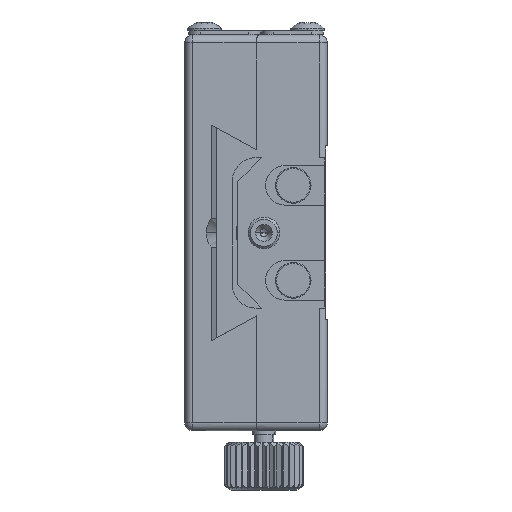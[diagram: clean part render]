
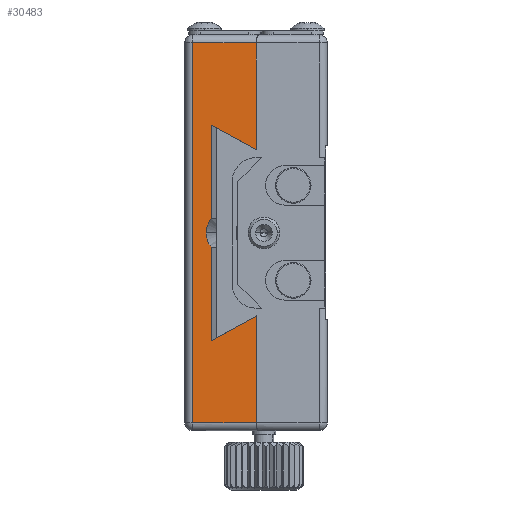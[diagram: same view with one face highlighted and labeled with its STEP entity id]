
A CAD part, left-side view. The second image highlights one B-rep face of the part: STEP entity #30483.
In plain terms, the highlighted planar face has unit normal (-1, 0, 0).
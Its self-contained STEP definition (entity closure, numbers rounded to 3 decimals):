
#3328 = LINE ( 'NONE', #10893, #24973 ) ;
#3343 = LINE ( 'NONE', #10948, #5176 ) ;
#3421 = LINE ( 'NONE', #11273, #5159 ) ;
#3426 = LINE ( 'NONE', #11294, #5029 ) ;
#3510 = LINE ( 'NONE', #11709, #42432 ) ;
#4635 = CARTESIAN_POINT ( 'NONE',  ( -25., -71.347, 13.614 ) ) ;
#4654 = CARTESIAN_POINT ( 'NONE',  ( -25., -69., -24. ) ) ;
#4692 = CARTESIAN_POINT ( 'NONE',  ( -25., -77.045, 10.496 ) ) ;
#4728 = CARTESIAN_POINT ( 'NONE',  ( -25., -71.347, -13.614 ) ) ;
#4733 = CARTESIAN_POINT ( 'NONE',  ( -25., -77.045, -24. ) ) ;
#4839 = CARTESIAN_POINT ( 'NONE',  ( -25., -77.045, -10.496 ) ) ;
#5029 = VECTOR ( 'NONE', #11295, 1000. ) ;
#5159 = VECTOR ( 'NONE', #11274, 1000. ) ;
#5176 = VECTOR ( 'NONE', #10949, 1000. ) ;
#6622 = CARTESIAN_POINT ( 'NONE',  ( -25., -71.347, 1.8 ) ) ;
#6728 = CARTESIAN_POINT ( 'NONE',  ( -25., -70.711, 0. ) ) ;
#6763 = CARTESIAN_POINT ( 'NONE',  ( -25., -71.347, -1.8 ) ) ;
#7103 = CARTESIAN_POINT ( 'NONE',  ( -25., -69., 24. ) ) ;
#10893 = CARTESIAN_POINT ( 'NONE',  ( -25., -71.347, 25. ) ) ;
#10894 = DIRECTION ( 'NONE',  ( 0., 0., 1. ) ) ;
#10948 = CARTESIAN_POINT ( 'NONE',  ( -25., -68., -24. ) ) ;
#10949 = DIRECTION ( 'NONE',  ( 0., -1., 0. ) ) ;
#11057 = CARTESIAN_POINT ( 'NONE',  ( -25., -71.347, 13.614 ) ) ;
#11058 = CARTESIAN_POINT ( 'NONE',  ( -25., -73.248, 12.578 ) ) ;
#11059 = CARTESIAN_POINT ( 'NONE',  ( -25., -75.148, 11.539 ) ) ;
#11060 = CARTESIAN_POINT ( 'NONE',  ( -25., -77.045, 10.496 ) ) ;
#11273 = CARTESIAN_POINT ( 'NONE',  ( -25., -77.045, 25. ) ) ;
#11274 = DIRECTION ( 'NONE',  ( 0., 0., -1. ) ) ;
#11294 = CARTESIAN_POINT ( 'NONE',  ( -25., -69., 25. ) ) ;
#11295 = DIRECTION ( 'NONE',  ( 0., 0., -1. ) ) ;
#11709 = CARTESIAN_POINT ( 'NONE',  ( -25., -68., 24. ) ) ;
#11710 = DIRECTION ( 'NONE',  ( 0., 1., 0. ) ) ;
#13342 = EDGE_CURVE ( 'NONE', #18088, #18117, #28280, .T. ) ;
#13442 = LINE ( 'NONE', #14411, #41939 ) ;
#14194 = CARTESIAN_POINT ( 'NONE',  ( -25., -71.347, 1.8 ) ) ;
#14195 = CARTESIAN_POINT ( 'NONE',  ( -25., -71.247, 1.674 ) ) ;
#14196 = CARTESIAN_POINT ( 'NONE',  ( -25., -71.156, 1.54 ) ) ;
#14197 = CARTESIAN_POINT ( 'NONE',  ( -25., -70.998, 1.255 ) ) ;
#14198 = CARTESIAN_POINT ( 'NONE',  ( -25., -70.93, 1.106 ) ) ;
#14199 = CARTESIAN_POINT ( 'NONE',  ( -25., -70.822, 0.802 ) ) ;
#14200 = CARTESIAN_POINT ( 'NONE',  ( -25., -70.781, 0.646 ) ) ;
#14201 = CARTESIAN_POINT ( 'NONE',  ( -25., -70.725, 0.326 ) ) ;
#14202 = CARTESIAN_POINT ( 'NONE',  ( -25., -70.711, 0.162 ) ) ;
#14203 = CARTESIAN_POINT ( 'NONE',  ( -25., -70.711, 0. ) ) ;
#14327 = CARTESIAN_POINT ( 'NONE',  ( -25., -77.045, -10.496 ) ) ;
#14328 = CARTESIAN_POINT ( 'NONE',  ( -25., -75.148, -11.539 ) ) ;
#14329 = CARTESIAN_POINT ( 'NONE',  ( -25., -73.248, -12.578 ) ) ;
#14330 = CARTESIAN_POINT ( 'NONE',  ( -25., -71.347, -13.614 ) ) ;
#14411 = CARTESIAN_POINT ( 'NONE',  ( -25., -71.347, 25. ) ) ;
#14412 = DIRECTION ( 'NONE',  ( 0., 0., 1. ) ) ;
#17436 = CARTESIAN_POINT ( 'NONE',  ( -25., -70.711, 0. ) ) ;
#17437 = CARTESIAN_POINT ( 'NONE',  ( -25., -70.711, -0.161 ) ) ;
#17438 = CARTESIAN_POINT ( 'NONE',  ( -25., -70.724, -0.322 ) ) ;
#17439 = CARTESIAN_POINT ( 'NONE',  ( -25., -70.78, -0.642 ) ) ;
#17440 = CARTESIAN_POINT ( 'NONE',  ( -25., -70.822, -0.801 ) ) ;
#17441 = CARTESIAN_POINT ( 'NONE',  ( -25., -70.93, -1.106 ) ) ;
#17442 = CARTESIAN_POINT ( 'NONE',  ( -25., -70.997, -1.253 ) ) ;
#17443 = CARTESIAN_POINT ( 'NONE',  ( -25., -71.155, -1.537 ) ) ;
#17444 = CARTESIAN_POINT ( 'NONE',  ( -25., -71.246, -1.673 ) ) ;
#17445 = CARTESIAN_POINT ( 'NONE',  ( -25., -71.347, -1.8 ) ) ;
#18088 = VERTEX_POINT ( 'NONE', #4839 ) ;
#18114 = VERTEX_POINT ( 'NONE', #4728 ) ;
#18117 = VERTEX_POINT ( 'NONE', #4733 ) ;
#18118 = VERTEX_POINT ( 'NONE', #4654 ) ;
#18143 = VERTEX_POINT ( 'NONE', #4692 ) ;
#18144 = VERTEX_POINT ( 'NONE', #4635 ) ;
#18147 = VERTEX_POINT ( 'NONE', #49187 ) ;
#18641 = B_SPLINE_CURVE_WITH_KNOTS ( 'NONE', 3,
 ( #17436, #17437, #17438, #17439, #17440, #17441, #17442, #17443, #17444, #17445 ),
 .UNSPECIFIED., .F., .F.,
 ( 4, 2, 2, 2, 4 ),
 ( 0.012, 0.012, 0.013, 0.013, 0.014 ),
 .UNSPECIFIED. ) ;
#23985 = B_SPLINE_CURVE_WITH_KNOTS ( 'NONE', 3,
 ( #14194, #14195, #14196, #14197, #14198, #14199, #14200, #14201, #14202, #14203 ),
 .UNSPECIFIED., .F., .F.,
 ( 4, 2, 2, 2, 4 ),
 ( 0.01, 0.01, 0.011, 0.011, 0.012 ),
 .UNSPECIFIED. ) ;
#24088 = B_SPLINE_CURVE_WITH_KNOTS ( 'NONE', 3,
 ( #11057, #11058, #11059, #11060 ),
 .UNSPECIFIED., .F., .F.,
 ( 4, 4 ),
 ( 0.014, 0.021 ),
 .UNSPECIFIED. ) ;
#24157 = B_SPLINE_CURVE_WITH_KNOTS ( 'NONE', 3,
 ( #14327, #14328, #14329, #14330 ),
 .UNSPECIFIED., .F., .F.,
 ( 4, 4 ),
 ( 0.017, 0.024 ),
 .UNSPECIFIED. ) ;
#24973 = VECTOR ( 'NONE', #10894, 1000. ) ;
#24976 = AXIS2_PLACEMENT_3D ( 'NONE', #65092, #65093, #65094 ) ;
#28280 = LINE ( 'NONE', #63083, #36270 ) ;
#30483 = ADVANCED_FACE ( 'NONE', ( #46485 ), #65091, .F. ) ;
#36270 = VECTOR ( 'NONE', #62844, 1000. ) ;
#37576 = VERTEX_POINT ( 'NONE', #6622 ) ;
#37741 = VERTEX_POINT ( 'NONE', #6728 ) ;
#37784 = VERTEX_POINT ( 'NONE', #6763 ) ;
#38081 = VERTEX_POINT ( 'NONE', #7103 ) ;
#41939 = VECTOR ( 'NONE', #14412, 1000. ) ;
#42223 = ORIENTED_EDGE ( 'NONE', *, *, #59832, .T. ) ;
#42289 = ORIENTED_EDGE ( 'NONE', *, *, #13342, .F. ) ;
#42432 = VECTOR ( 'NONE', #11710, 1000. ) ;
#42456 = ORIENTED_EDGE ( 'NONE', *, *, #60387, .T. ) ;
#42498 = ORIENTED_EDGE ( 'NONE', *, *, #60335, .T. ) ;
#44804 = EDGE_LOOP ( 'NONE', ( #53405, #53283, #42289, #42498, #53530, #53572, #53413, #42456, #42223, #53487, #53371 ) ) ;
#46485 = FACE_OUTER_BOUND ( 'NONE', #44804, .T. ) ;
#49187 = CARTESIAN_POINT ( 'NONE',  ( -25., -77.045, 24. ) ) ;
#53283 = ORIENTED_EDGE ( 'NONE', *, *, #59787, .T. ) ;
#53371 = ORIENTED_EDGE ( 'NONE', *, *, #60092, .T. ) ;
#53405 = ORIENTED_EDGE ( 'NONE', *, *, #59897, .T. ) ;
#53413 = ORIENTED_EDGE ( 'NONE', *, *, #60242, .F. ) ;
#53487 = ORIENTED_EDGE ( 'NONE', *, *, #59889, .F. ) ;
#53530 = ORIENTED_EDGE ( 'NONE', *, *, #59770, .T. ) ;
#53572 = ORIENTED_EDGE ( 'NONE', *, *, #64106, .F. ) ;
#59770 = EDGE_CURVE ( 'NONE', #18114, #37784, #3328, .T. ) ;
#59787 = EDGE_CURVE ( 'NONE', #18118, #18117, #3343, .T. ) ;
#59832 = EDGE_CURVE ( 'NONE', #18144, #18143, #24088, .T. ) ;
#59889 = EDGE_CURVE ( 'NONE', #18147, #18143, #3421, .T. ) ;
#59897 = EDGE_CURVE ( 'NONE', #38081, #18118, #3426, .T. ) ;
#60092 = EDGE_CURVE ( 'NONE', #18147, #38081, #3510, .T. ) ;
#60242 = EDGE_CURVE ( 'NONE', #37576, #37741, #23985, .T. ) ;
#60335 = EDGE_CURVE ( 'NONE', #18088, #18114, #24157, .T. ) ;
#60387 = EDGE_CURVE ( 'NONE', #37576, #18144, #13442, .T. ) ;
#62844 = DIRECTION ( 'NONE',  ( 0., 0., -1. ) ) ;
#63083 = CARTESIAN_POINT ( 'NONE',  ( -25., -77.045, 25. ) ) ;
#64106 = EDGE_CURVE ( 'NONE', #37741, #37784, #18641, .T. ) ;
#65091 = PLANE ( 'NONE',  #24976 ) ;
#65092 = CARTESIAN_POINT ( 'NONE',  ( -25., -68., 25. ) ) ;
#65093 = DIRECTION ( 'NONE',  ( 1., 0., 0. ) ) ;
#65094 = DIRECTION ( 'NONE',  ( 0., 1., 0. ) ) ;
